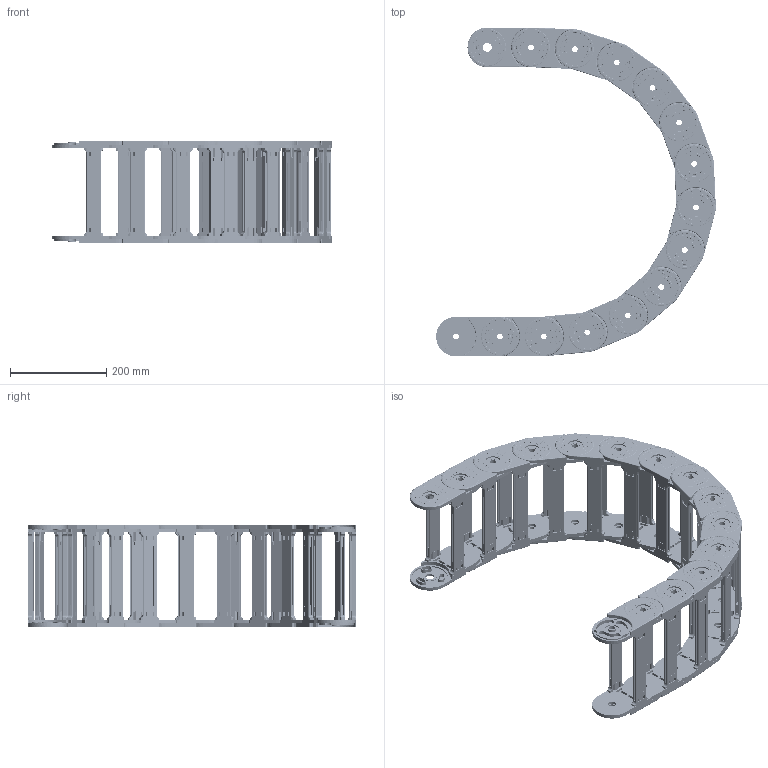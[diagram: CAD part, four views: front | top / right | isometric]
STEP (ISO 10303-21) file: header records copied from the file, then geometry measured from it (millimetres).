
FILE_DESCRIPTION (( 'STEP AP214' ), '1' );
FILE_NAME ('CK60-A180-R300.STEP', '2019-09-19T05:35:01', ( '' ), ( '' ), 'SwSTEP 2.0', 'SolidWorks 2017', '' );
FILE_SCHEMA (( 'AUTOMOTIVE_DESIGN' ));
Length unit declared in the file: millimetre
Products named in the file (2): CK60-A180-1; CK60-A180-R300
Assembly tree (14 placements, depth 2):
  CK60-A180-R300
    CK60-A180-1  x14
Bounding box: 580.22 x 682.03 x 213.56 mm (x, y, z)
Volume: 3679814.4 mm3; surface area: 1933198.3 mm2
Topology: 56 solids, 56 shells, 13692 faces, 35560 edges, 22960 vertices
Faces by surface type: plane 5964, cylinder 4116, bspline 2884, torus 504, sphere 224
Entity records: 39419 total; most frequent: CARTESIAN_POINT 17015, ORIENTED_EDGE 5056, DIRECTION 4118, EDGE_CURVE 2528, VERTEX_POINT 1640, LINE 1392, VECTOR 1392, AXIS2_PLACEMENT_3D 1363
